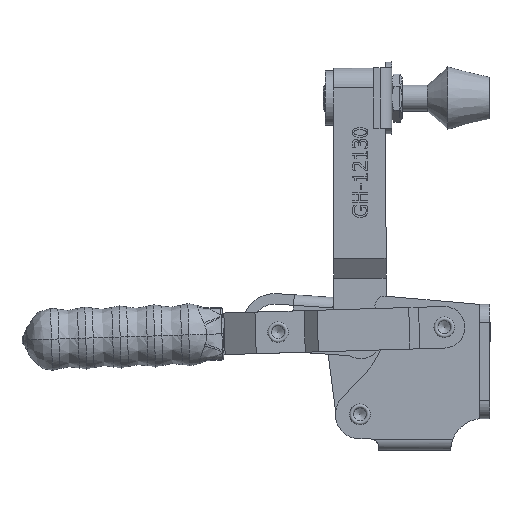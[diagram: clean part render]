
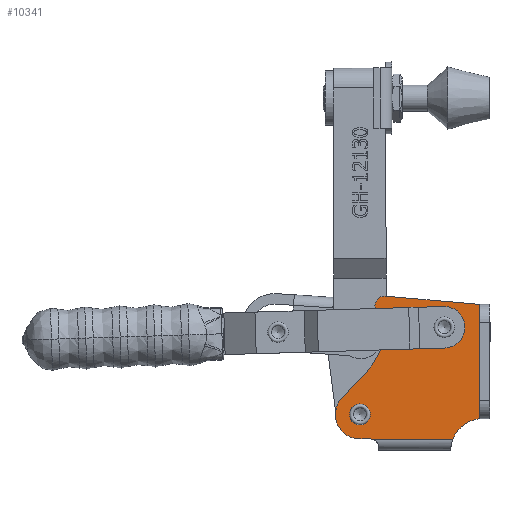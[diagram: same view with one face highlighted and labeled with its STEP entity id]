
A CAD part, left-side view. The second image highlights one B-rep face of the part: STEP entity #10341.
In plain terms, the highlighted planar face has unit normal (-1, 0, 0).
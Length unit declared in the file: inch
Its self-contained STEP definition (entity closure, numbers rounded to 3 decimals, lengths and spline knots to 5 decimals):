
#734=FACE_BOUND('',#1915,.T.);
#735=FACE_BOUND('',#1916,.T.);
#851=CIRCLE('',#11165,0.11811);
#887=CIRCLE('',#11230,0.09646);
#890=CIRCLE('',#11240,0.29528);
#892=CIRCLE('',#11243,0.98425);
#894=CIRCLE('',#11247,0.29528);
#895=CIRCLE('',#11250,0.09843);
#897=CIRCLE('',#11253,0.3937);
#899=CIRCLE('',#11257,0.12598);
#1307=FACE_OUTER_BOUND('',#1914,.T.);
#1914=EDGE_LOOP('',(#7264,#7265,#7266,#7267,#7268,#7269,#7270,#7271,#7272,
#7273,#7274));
#1915=EDGE_LOOP('',(#7275));
#1916=EDGE_LOOP('',(#7276));
#2614=LINE('',#14759,#3451);
#2620=LINE('',#14785,#3457);
#2632=LINE('',#14817,#3469);
#2636=LINE('',#14829,#3473);
#2638=LINE('',#14838,#3475);
#3451=VECTOR('',#12383,0.3937);
#3457=VECTOR('',#12393,1.);
#3469=VECTOR('',#12425,1.);
#3473=VECTOR('',#12437,1.);
#3475=VECTOR('',#12453,1.);
#4218=VERTEX_POINT('',#14536);
#4219=VERTEX_POINT('',#14537);
#4280=VERTEX_POINT('',#14737);
#4282=VERTEX_POINT('',#14743);
#4283=VERTEX_POINT('',#14758);
#4286=VERTEX_POINT('',#14781);
#4287=VERTEX_POINT('',#14783);
#4293=VERTEX_POINT('',#14803);
#4295=VERTEX_POINT('',#14809);
#4297=VERTEX_POINT('',#14815);
#4299=VERTEX_POINT('',#14821);
#4301=VERTEX_POINT('',#14827);
#4302=VERTEX_POINT('',#14840);
#5286=EDGE_CURVE('',#4218,#4219,#851,.T.);
#5374=EDGE_CURVE('',#4280,#4280,#887,.T.);
#5378=EDGE_CURVE('',#4282,#4283,#2614,.T.);
#5385=EDGE_CURVE('',#4287,#4286,#2620,.F.);
#5395=EDGE_CURVE('',#4293,#4218,#890,.T.);
#5398=EDGE_CURVE('',#4295,#4293,#892,.T.);
#5401=EDGE_CURVE('',#4297,#4295,#2632,.T.);
#5404=EDGE_CURVE('',#4299,#4297,#894,.T.);
#5407=EDGE_CURVE('',#4301,#4299,#2636,.T.);
#5408=EDGE_CURVE('',#4283,#4301,#895,.T.);
#5410=EDGE_CURVE('',#4286,#4282,#897,.T.);
#5413=EDGE_CURVE('',#4219,#4287,#2638,.T.);
#5414=EDGE_CURVE('',#4302,#4302,#899,.T.);
#7264=ORIENTED_EDGE('',*,*,#5408,.F.);
#7265=ORIENTED_EDGE('',*,*,#5378,.F.);
#7266=ORIENTED_EDGE('',*,*,#5410,.F.);
#7267=ORIENTED_EDGE('',*,*,#5385,.F.);
#7268=ORIENTED_EDGE('',*,*,#5413,.F.);
#7269=ORIENTED_EDGE('',*,*,#5286,.F.);
#7270=ORIENTED_EDGE('',*,*,#5395,.F.);
#7271=ORIENTED_EDGE('',*,*,#5398,.F.);
#7272=ORIENTED_EDGE('',*,*,#5401,.F.);
#7273=ORIENTED_EDGE('',*,*,#5404,.F.);
#7274=ORIENTED_EDGE('',*,*,#5407,.F.);
#7275=ORIENTED_EDGE('',*,*,#5414,.T.);
#7276=ORIENTED_EDGE('',*,*,#5374,.F.);
#9731=PLANE('',#11260);
#10341=ADVANCED_FACE('',(#1307,#734,#735),#9731,.T.);
#11165=AXIS2_PLACEMENT_3D('',#14538,#12196,#12197);
#11230=AXIS2_PLACEMENT_3D('',#14738,#12376,#12377);
#11240=AXIS2_PLACEMENT_3D('',#14805,#12412,#12413);
#11243=AXIS2_PLACEMENT_3D('',#14811,#12419,#12420);
#11247=AXIS2_PLACEMENT_3D('',#14823,#12431,#12432);
#11250=AXIS2_PLACEMENT_3D('',#14831,#12440,#12441);
#11253=AXIS2_PLACEMENT_3D('',#14834,#12446,#12447);
#11257=AXIS2_PLACEMENT_3D('',#14841,#12456,#12457);
#11260=AXIS2_PLACEMENT_3D('',#14846,#12463,#12464);
#12196=DIRECTION('center_axis',(1.,0.,0.));
#12197=DIRECTION('ref_axis',(0.,-0.996,-0.087));
#12376=DIRECTION('center_axis',(-1.,0.,0.));
#12377=DIRECTION('ref_axis',(0.,0.,-1.));
#12383=DIRECTION('',(0.,0.,1.));
#12393=DIRECTION('',(0.,-1.,0.));
#12412=DIRECTION('center_axis',(-1.,0.,0.));
#12413=DIRECTION('ref_axis',(0.,-0.729,-0.685));
#12419=DIRECTION('center_axis',(-1.,0.,0.));
#12420=DIRECTION('ref_axis',(0.,0.235,-0.972));
#12425=DIRECTION('',(0.,-0.721,-0.693));
#12431=DIRECTION('center_axis',(1.,0.,0.));
#12432=DIRECTION('ref_axis',(0.,-0.693,0.721));
#12437=DIRECTION('',(0.,0.,1.));
#12440=DIRECTION('center_axis',(-1.,0.,0.));
#12441=DIRECTION('ref_axis',(0.,-1.,0.));
#12446=DIRECTION('center_axis',(-1.,0.,0.));
#12447=DIRECTION('ref_axis',(0.,-0.353,0.936));
#12453=DIRECTION('',(0.,0.087,-0.996));
#12456=DIRECTION('center_axis',(1.,0.,0.));
#12457=DIRECTION('ref_axis',(0.,0.,1.));
#12463=DIRECTION('center_axis',(-1.,0.,0.));
#12464=DIRECTION('ref_axis',(0.,-1.,0.));
#14536=CARTESIAN_POINT('',(-0.25197,-1.26912,1.34698));
#14537=CARTESIAN_POINT('',(-0.25197,-1.47286,1.25583));
#14538=CARTESIAN_POINT('Origin',(-0.25197,-1.3552,1.26612));
#14737=CARTESIAN_POINT('',(-0.25197,-1.09843,0.64764));
#14738=CARTESIAN_POINT('Origin',(-0.25197,-1.09843,0.55118));
#14743=CARTESIAN_POINT('',(-0.25197,0.25197,0.44721));
#14758=CARTESIAN_POINT('',(-0.25197,0.25197,1.40131));
#14759=CARTESIAN_POINT('',(-0.25197,0.25197,0.44721));
#14781=CARTESIAN_POINT('',(-0.25197,0.,0.12598));
#14783=CARTESIAN_POINT('',(-0.25197,-1.37402,0.12598));
#14785=CARTESIAN_POINT('',(-0.25197,-0.56102,0.12598));
#14803=CARTESIAN_POINT('',(-0.25197,-0.98451,1.2622));
#14805=CARTESIAN_POINT('Origin',(-0.25197,-1.05395,1.5492));
#14809=CARTESIAN_POINT('',(-0.25197,-0.53349,1.50957));
#14811=CARTESIAN_POINT('Origin',(-0.25197,-1.21587,2.21888));
#14815=CARTESIAN_POINT('',(-0.25197,-0.25472,1.77775));
#14817=CARTESIAN_POINT('',(-0.25197,-0.53578,1.50737));
#14821=CARTESIAN_POINT('',(-0.25197,0.24527,1.56496));
#14823=CARTESIAN_POINT('Origin',(-0.25197,-0.05001,
1.56496));
#14827=CARTESIAN_POINT('',(-0.25197,0.24527,1.43701));
#14829=CARTESIAN_POINT('',(-0.25197,0.24527,0.7815));
#14831=CARTESIAN_POINT('Origin',(-0.25197,0.34369,1.43701));
#14834=CARTESIAN_POINT('Origin',(-0.25197,0.39087,0.07882));
#14838=CARTESIAN_POINT('',(-0.25197,-1.41726,0.62032));
#14840=CARTESIAN_POINT('',(-0.25197,-0.05001,1.69094));
#14841=CARTESIAN_POINT('Origin',(-0.25197,-0.05001,
1.56496));
#14846=CARTESIAN_POINT('Origin',(-0.25197,0.25197,0.12598));
